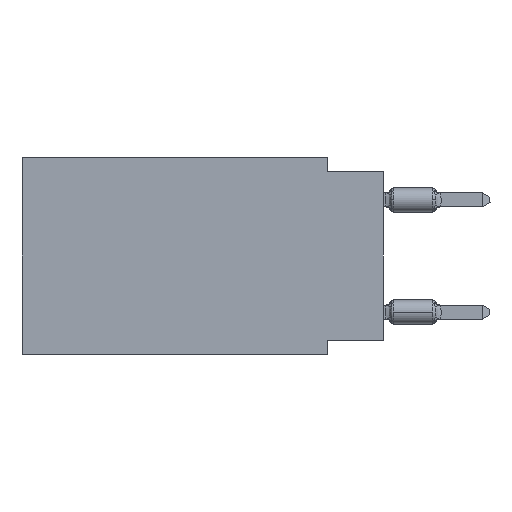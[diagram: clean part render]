
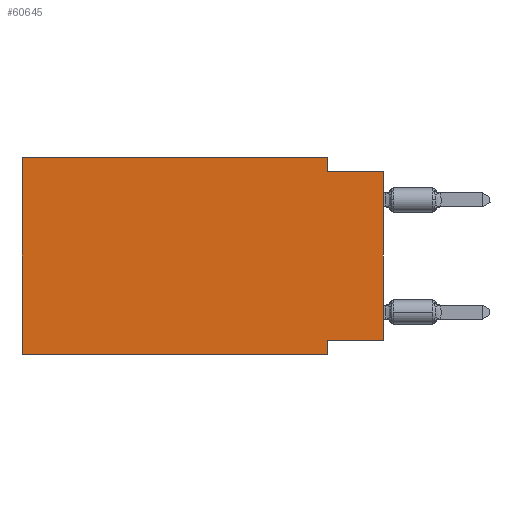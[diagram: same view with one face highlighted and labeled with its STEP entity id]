
A CAD part, left-side view. The second image highlights one B-rep face of the part: STEP entity #60645.
In plain terms, the highlighted planar face has unit normal (-1, 0, 0).
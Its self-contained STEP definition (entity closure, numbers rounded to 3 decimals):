
#1066 = EDGE_LOOP ( 'NONE', ( #61308, #27123, #44414, #22150, #45853, #55542, #26775, #6171 ) ) ;
#2993 = EDGE_CURVE ( 'NONE', #34938, #28626, #21066, .T. ) ;
#4535 = DIRECTION ( 'NONE',  ( 0., -1., 0. ) ) ;
#4618 = LINE ( 'NONE', #53364, #44382 ) ;
#5008 = LINE ( 'NONE', #47491, #17766 ) ;
#6171 = ORIENTED_EDGE ( 'NONE', *, *, #52097, .F. ) ;
#7920 = CARTESIAN_POINT ( 'NONE',  ( 0., 16.383, 0. ) ) ;
#9085 = DIRECTION ( 'NONE',  ( 0., 0., -1. ) ) ;
#11720 = LINE ( 'NONE', #15838, #30575 ) ;
#12578 = VERTEX_POINT ( 'NONE', #28489 ) ;
#14056 = LINE ( 'NONE', #47926, #39629 ) ;
#14329 = AXIS2_PLACEMENT_3D ( 'NONE', #58108, #20138, #56944 ) ;
#14996 = CARTESIAN_POINT ( 'NONE',  ( 0., 0., -0.635 ) ) ;
#15354 = CARTESIAN_POINT ( 'NONE',  ( 0., 16.383, 0. ) ) ;
#15650 = VECTOR ( 'NONE', #9085, 1000. ) ;
#15838 = CARTESIAN_POINT ( 'NONE',  ( 0., 0., -0.635 ) ) ;
#16440 = LINE ( 'NONE', #40485, #31203 ) ;
#17766 = VECTOR ( 'NONE', #33814, 1000. ) ;
#19794 = VERTEX_POINT ( 'NONE', #46336 ) ;
#20138 = DIRECTION ( 'NONE',  ( 1., 0., 0. ) ) ;
#21066 = LINE ( 'NONE', #50820, #56209 ) ;
#22150 = ORIENTED_EDGE ( 'NONE', *, *, #22618, .F. ) ;
#22618 = EDGE_CURVE ( 'NONE', #33110, #26444, #24856, .T. ) ;
#24566 = DIRECTION ( 'NONE',  ( 0., 1., 0. ) ) ;
#24856 = LINE ( 'NONE', #15354, #42349 ) ;
#26444 = VERTEX_POINT ( 'NONE', #61428 ) ;
#26775 = ORIENTED_EDGE ( 'NONE', *, *, #2993, .F. ) ;
#27123 = ORIENTED_EDGE ( 'NONE', *, *, #61199, .F. ) ;
#28069 = VERTEX_POINT ( 'NONE', #14996 ) ;
#28088 = CARTESIAN_POINT ( 'NONE',  ( 0., 2.54, 0. ) ) ;
#28489 = CARTESIAN_POINT ( 'NONE',  ( 0., 0., -8.255 ) ) ;
#28626 = VERTEX_POINT ( 'NONE', #40243 ) ;
#29946 = FACE_OUTER_BOUND ( 'NONE', #1066, .T. ) ;
#30575 = VECTOR ( 'NONE', #55083, 1000. ) ;
#31203 = VECTOR ( 'NONE', #49693, 1000. ) ;
#33110 = VERTEX_POINT ( 'NONE', #7920 ) ;
#33814 = DIRECTION ( 'NONE',  ( 0., 0., 1. ) ) ;
#34938 = VERTEX_POINT ( 'NONE', #42727 ) ;
#38365 = EDGE_CURVE ( 'NONE', #26444, #52209, #52147, .T. ) ;
#39629 = VECTOR ( 'NONE', #4535, 1000. ) ;
#39714 = DIRECTION ( 'NONE',  ( 0., -1., 0. ) ) ;
#40243 = CARTESIAN_POINT ( 'NONE',  ( 0., 2.54, -8.89 ) ) ;
#40251 = EDGE_CURVE ( 'NONE', #12578, #28069, #16440, .T. ) ;
#40485 = CARTESIAN_POINT ( 'NONE',  ( 0., 0., 0. ) ) ;
#42349 = VECTOR ( 'NONE', #39714, 1000. ) ;
#42727 = CARTESIAN_POINT ( 'NONE',  ( 0., 2.54, -8.255 ) ) ;
#44382 = VECTOR ( 'NONE', #24566, 1000. ) ;
#44414 = ORIENTED_EDGE ( 'NONE', *, *, #38365, .F. ) ;
#45853 = ORIENTED_EDGE ( 'NONE', *, *, #48627, .F. ) ;
#46336 = CARTESIAN_POINT ( 'NONE',  ( 0., 16.383, -8.89 ) ) ;
#47491 = CARTESIAN_POINT ( 'NONE',  ( 0., 16.383, 0. ) ) ;
#47926 = CARTESIAN_POINT ( 'NONE',  ( 0., 16.383, -8.89 ) ) ;
#48627 = EDGE_CURVE ( 'NONE', #19794, #33110, #5008, .T. ) ;
#49693 = DIRECTION ( 'NONE',  ( 0., 0., 1. ) ) ;
#50820 = CARTESIAN_POINT ( 'NONE',  ( 0., 2.54, -8.89 ) ) ;
#52097 = EDGE_CURVE ( 'NONE', #12578, #34938, #4618, .T. ) ;
#52147 = LINE ( 'NONE', #28088, #15650 ) ;
#52209 = VERTEX_POINT ( 'NONE', #59066 ) ;
#53364 = CARTESIAN_POINT ( 'NONE',  ( 0., 0., -8.255 ) ) ;
#53675 = PLANE ( 'NONE',  #14329 ) ;
#55083 = DIRECTION ( 'NONE',  ( 0., -1., 0. ) ) ;
#55542 = ORIENTED_EDGE ( 'NONE', *, *, #60982, .T. ) ;
#56209 = VECTOR ( 'NONE', #59361, 1000. ) ;
#56944 = DIRECTION ( 'NONE',  ( 0., 0., -1. ) ) ;
#58108 = CARTESIAN_POINT ( 'NONE',  ( 0., 16.383, 0. ) ) ;
#59066 = CARTESIAN_POINT ( 'NONE',  ( 0., 2.54, -0.635 ) ) ;
#59361 = DIRECTION ( 'NONE',  ( 0., 0., -1. ) ) ;
#60645 = ADVANCED_FACE ( 'NONE', ( #29946 ), #53675, .F. ) ;
#60982 = EDGE_CURVE ( 'NONE', #19794, #28626, #14056, .T. ) ;
#61199 = EDGE_CURVE ( 'NONE', #52209, #28069, #11720, .T. ) ;
#61308 = ORIENTED_EDGE ( 'NONE', *, *, #40251, .T. ) ;
#61428 = CARTESIAN_POINT ( 'NONE',  ( 0., 2.54, 0. ) ) ;
